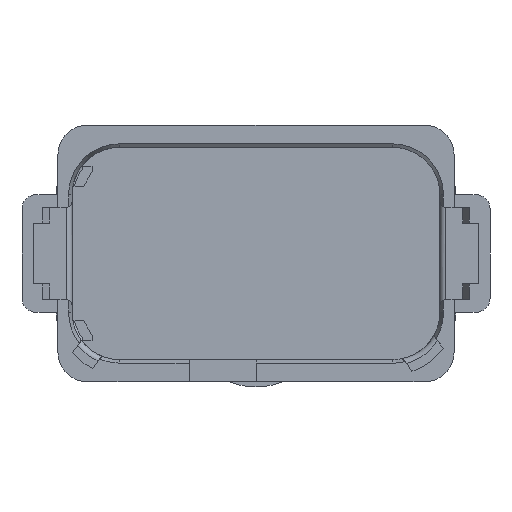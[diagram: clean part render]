
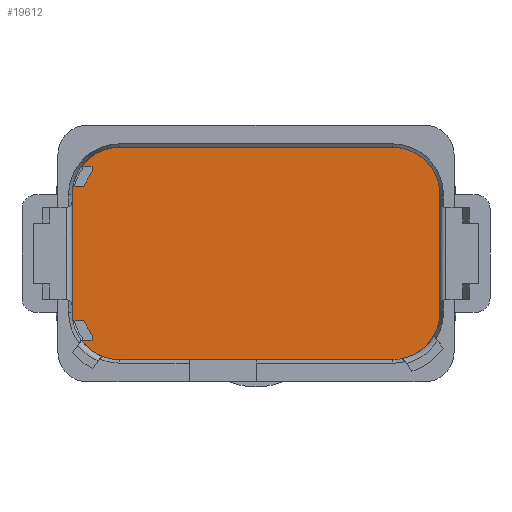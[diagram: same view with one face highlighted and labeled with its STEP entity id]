
A CAD part, front view. The second image highlights one B-rep face of the part: STEP entity #19612.
In plain terms, the highlighted planar face has unit normal (0, -1, 0).
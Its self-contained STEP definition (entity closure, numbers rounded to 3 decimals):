
#1161=DIRECTION('',(1.,0.,0.));
#1162=VECTOR('',#1161,0.945);
#1163=CARTESIAN_POINT('',(-15.831,24.5,5.822));
#1164=LINE('',#1163,#1162);
#1165=DIRECTION('',(0.5,0.,0.866));
#1166=VECTOR('',#1165,1.432);
#1167=CARTESIAN_POINT('',(-14.886,24.5,5.822));
#1168=LINE('',#1167,#1166);
#1169=DIRECTION('',(0.,0.,1.));
#1170=VECTOR('',#1169,0.438);
#1171=CARTESIAN_POINT('',(-14.17,24.5,7.062));
#1172=LINE('',#1171,#1170);
#1173=DIRECTION('',(-1.,0.,0.));
#1174=VECTOR('',#1173,0.936);
#1175=CARTESIAN_POINT('',(-14.17,24.5,7.5));
#1176=LINE('',#1175,#1174);
#1177=CARTESIAN_POINT('',(-11.8,24.5,5.075));
#1178=DIRECTION('',(0.,-1.,0.));
#1179=DIRECTION('',(0.,0.,1.));
#1180=AXIS2_PLACEMENT_3D('',#1177,#1178,#1179);
#1182=DIRECTION('',(-1.,0.,0.));
#1183=VECTOR('',#1182,23.6);
#1184=CARTESIAN_POINT('',(11.8,24.5,9.175));
#1185=LINE('',#1184,#1183);
#1186=CARTESIAN_POINT('',(11.8,24.5,5.075));
#1187=DIRECTION('',(0.,-1.,0.));
#1188=DIRECTION('',(1.,0.,0.));
#1189=AXIS2_PLACEMENT_3D('',#1186,#1187,#1188);
#1191=DIRECTION('',(0.,0.,1.));
#1192=VECTOR('',#1191,10.15);
#1193=CARTESIAN_POINT('',(15.9,24.5,-5.075));
#1194=LINE('',#1193,#1192);
#1195=CARTESIAN_POINT('',(11.8,24.5,-5.075));
#1196=DIRECTION('',(0.,-1.,0.));
#1197=DIRECTION('',(0.,0.,-1.));
#1198=AXIS2_PLACEMENT_3D('',#1195,#1196,#1197);
#1200=DIRECTION('',(1.,0.,0.));
#1201=VECTOR('',#1200,23.6);
#1202=CARTESIAN_POINT('',(-11.8,24.5,-9.175));
#1203=LINE('',#1202,#1201);
#1204=CARTESIAN_POINT('',(-11.8,24.5,-5.075));
#1205=DIRECTION('',(0.,-1.,0.));
#1206=DIRECTION('',(-0.806,0.,-0.591));
#1207=AXIS2_PLACEMENT_3D('',#1204,#1205,#1206);
#1209=DIRECTION('',(1.,0.,0.));
#1210=VECTOR('',#1209,0.936);
#1211=CARTESIAN_POINT('',(-15.106,24.5,-7.5));
#1212=LINE('',#1211,#1210);
#1213=DIRECTION('',(0.,0.,1.));
#1214=VECTOR('',#1213,0.438);
#1215=CARTESIAN_POINT('',(-14.17,24.5,-7.5));
#1216=LINE('',#1215,#1214);
#1217=DIRECTION('',(-0.5,0.,0.866));
#1218=VECTOR('',#1217,1.432);
#1219=CARTESIAN_POINT('',(-14.17,24.5,-7.062));
#1220=LINE('',#1219,#1218);
#1221=DIRECTION('',(-1.,0.,0.));
#1222=VECTOR('',#1221,0.945);
#1223=CARTESIAN_POINT('',(-14.886,24.5,-5.822));
#1224=LINE('',#1223,#1222);
#1225=CARTESIAN_POINT('',(-11.8,24.5,-5.075));
#1226=DIRECTION('',(0.,-1.,0.));
#1227=DIRECTION('',(-1.,0.,0.));
#1228=AXIS2_PLACEMENT_3D('',#1225,#1226,#1227);
#1230=DIRECTION('',(0.,0.,-1.));
#1231=VECTOR('',#1230,10.15);
#1232=CARTESIAN_POINT('',(-15.9,24.5,5.075));
#1233=LINE('',#1232,#1231);
#1234=CARTESIAN_POINT('',(-11.8,24.5,5.075));
#1235=DIRECTION('',(0.,-1.,0.));
#1236=DIRECTION('',(-0.983,0.,0.182));
#1237=AXIS2_PLACEMENT_3D('',#1234,#1235,#1236);
#14532=CARTESIAN_POINT('',(11.8,24.5,-9.175));
#14533=CARTESIAN_POINT('',(15.9,24.5,-5.075));
#14534=VERTEX_POINT('',#14532);
#14535=VERTEX_POINT('',#14533);
#14536=CARTESIAN_POINT('',(15.9,24.5,5.075));
#14537=CARTESIAN_POINT('',(11.8,24.5,9.175));
#14538=VERTEX_POINT('',#14536);
#14539=VERTEX_POINT('',#14537);
#14540=CARTESIAN_POINT('',(-11.8,24.5,9.175));
#14541=VERTEX_POINT('',#14540);
#14542=CARTESIAN_POINT('',(-15.9,24.5,5.075));
#14543=CARTESIAN_POINT('',(-15.9,24.5,-5.075));
#14544=VERTEX_POINT('',#14542);
#14545=VERTEX_POINT('',#14543);
#14546=CARTESIAN_POINT('',(-11.8,24.5,-9.175));
#14547=VERTEX_POINT('',#14546);
#16568=CARTESIAN_POINT('',(-15.831,24.5,5.822));
#16569=CARTESIAN_POINT('',(-14.886,24.5,5.822));
#16570=VERTEX_POINT('',#16568);
#16571=VERTEX_POINT('',#16569);
#16572=CARTESIAN_POINT('',(-14.17,24.5,7.062));
#16573=VERTEX_POINT('',#16572);
#16574=CARTESIAN_POINT('',(-14.17,24.5,7.5));
#16575=VERTEX_POINT('',#16574);
#16576=CARTESIAN_POINT('',(-15.106,24.5,7.5));
#16577=VERTEX_POINT('',#16576);
#16578=CARTESIAN_POINT('',(-15.106,24.5,-7.5));
#16579=CARTESIAN_POINT('',(-14.17,24.5,-7.5));
#16580=VERTEX_POINT('',#16578);
#16581=VERTEX_POINT('',#16579);
#16582=CARTESIAN_POINT('',(-14.17,24.5,-7.062));
#16583=VERTEX_POINT('',#16582);
#16584=CARTESIAN_POINT('',(-14.886,24.5,-5.822));
#16585=VERTEX_POINT('',#16584);
#16586=CARTESIAN_POINT('',(-15.831,24.5,-5.822));
#16587=VERTEX_POINT('',#16586);
#19570=CARTESIAN_POINT('',(0.,24.5,0.));
#19571=DIRECTION('',(0.,-1.,0.));
#19572=DIRECTION('',(-1.,0.,0.));
#19573=AXIS2_PLACEMENT_3D('',#19570,#19571,#19572);
#19574=PLANE('',#19573);
#19576=ORIENTED_EDGE('',*,*,#19575,.T.);
#19578=ORIENTED_EDGE('',*,*,#19577,.T.);
#19580=ORIENTED_EDGE('',*,*,#19579,.T.);
#19581=ORIENTED_EDGE('',*,*,#19553,.T.);
#19583=ORIENTED_EDGE('',*,*,#19582,.F.);
#19585=ORIENTED_EDGE('',*,*,#19584,.F.);
#19587=ORIENTED_EDGE('',*,*,#19586,.F.);
#19589=ORIENTED_EDGE('',*,*,#19588,.F.);
#19591=ORIENTED_EDGE('',*,*,#19590,.F.);
#19593=ORIENTED_EDGE('',*,*,#19592,.F.);
#19595=ORIENTED_EDGE('',*,*,#19594,.F.);
#19597=ORIENTED_EDGE('',*,*,#19596,.T.);
#19599=ORIENTED_EDGE('',*,*,#19598,.T.);
#19601=ORIENTED_EDGE('',*,*,#19600,.T.);
#19603=ORIENTED_EDGE('',*,*,#19602,.T.);
#19605=ORIENTED_EDGE('',*,*,#19604,.F.);
#19607=ORIENTED_EDGE('',*,*,#19606,.F.);
#19609=ORIENTED_EDGE('',*,*,#19608,.F.);
#19610=EDGE_LOOP('',(#19576,#19578,#19580,#19581,#19583,#19585,#19587,#19589,
#19591,#19593,#19595,#19597,#19599,#19601,#19603,#19605,#19607,#19609));
#19611=FACE_OUTER_BOUND('',#19610,.F.);
#19612=ADVANCED_FACE('',(#19611),#19574,.T.);
#1181=CIRCLE('',#1180,4.1);
#1190=CIRCLE('',#1189,4.1);
#1199=CIRCLE('',#1198,4.1);
#1208=CIRCLE('',#1207,4.1);
#1229=CIRCLE('',#1228,4.1);
#1238=CIRCLE('',#1237,4.1);
#19553=EDGE_CURVE('',#16575,#16577,#1176,.T.);
#19575=EDGE_CURVE('',#16570,#16571,#1164,.T.);
#19577=EDGE_CURVE('',#16571,#16573,#1168,.T.);
#19579=EDGE_CURVE('',#16573,#16575,#1172,.T.);
#19582=EDGE_CURVE('',#14541,#16577,#1181,.T.);
#19584=EDGE_CURVE('',#14539,#14541,#1185,.T.);
#19586=EDGE_CURVE('',#14538,#14539,#1190,.T.);
#19588=EDGE_CURVE('',#14535,#14538,#1194,.T.);
#19590=EDGE_CURVE('',#14534,#14535,#1199,.T.);
#19592=EDGE_CURVE('',#14547,#14534,#1203,.T.);
#19594=EDGE_CURVE('',#16580,#14547,#1208,.T.);
#19596=EDGE_CURVE('',#16580,#16581,#1212,.T.);
#19598=EDGE_CURVE('',#16581,#16583,#1216,.T.);
#19600=EDGE_CURVE('',#16583,#16585,#1220,.T.);
#19602=EDGE_CURVE('',#16585,#16587,#1224,.T.);
#19604=EDGE_CURVE('',#14545,#16587,#1229,.T.);
#19606=EDGE_CURVE('',#14544,#14545,#1233,.T.);
#19608=EDGE_CURVE('',#16570,#14544,#1238,.T.);
